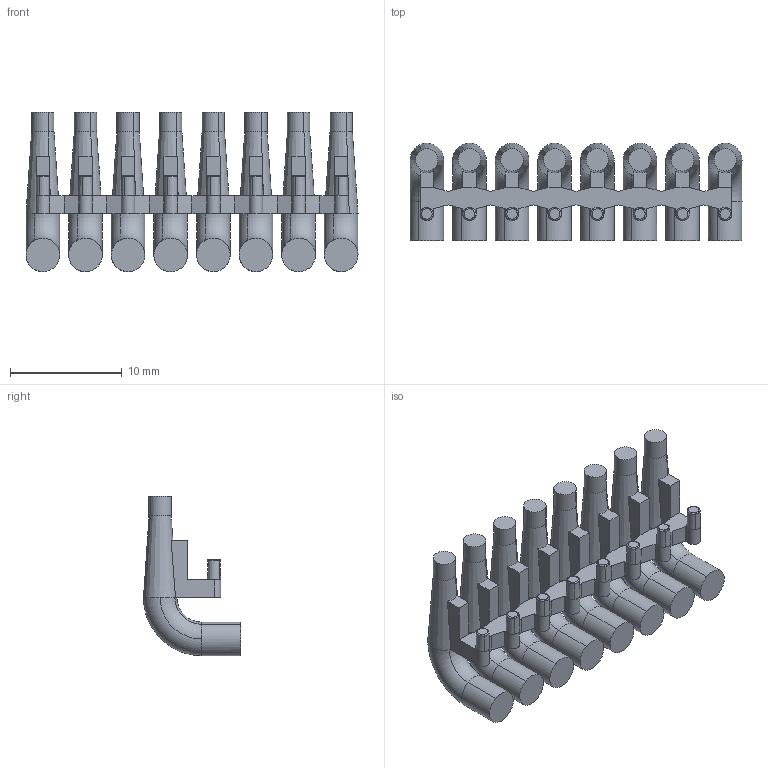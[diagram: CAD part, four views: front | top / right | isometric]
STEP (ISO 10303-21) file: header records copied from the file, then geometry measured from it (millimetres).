
FILE_DESCRIPTION(('CATIA V5 STEP Exchange','CAx-IF Rec.Pracs.--- Model Styling and Organization---1.2---2011-12-15'),'2;1');
FILE_NAME ('D1461053_0_1979750000_1979750000.stp','2018-10-09T13:09:51+00:00',('none'),('Weidmueller'),'CATIA Version 5-6 Release 2014','CATIA V5 STEP AP214','none');
FILE_SCHEMA(('AUTOMOTIVE_DESIGN { 1 0 10303 214 1 1 1 1 }'));
Length unit declared in the file: millimetre
Products named in the file (1): 1979750000
Bounding box: 29.67 x 8.7 x 14.25 mm (x, y, z)
Volume: 1022.8 mm3; surface area: 1705 mm2
Topology: 1 solids, 1 shells, 236 faces, 704 edges, 470 vertices
Faces by surface type: plane 100, torus 56, cylinder 40, cone 40
Entity records: 7379 total; most frequent: CARTESIAN_POINT 1499, ORIENTED_EDGE 1408, DIRECTION 928, EDGE_CURVE 704, AXIS2_PLACEMENT_3D 509, VERTEX_POINT 470, CIRCLE 368, VECTOR 280
